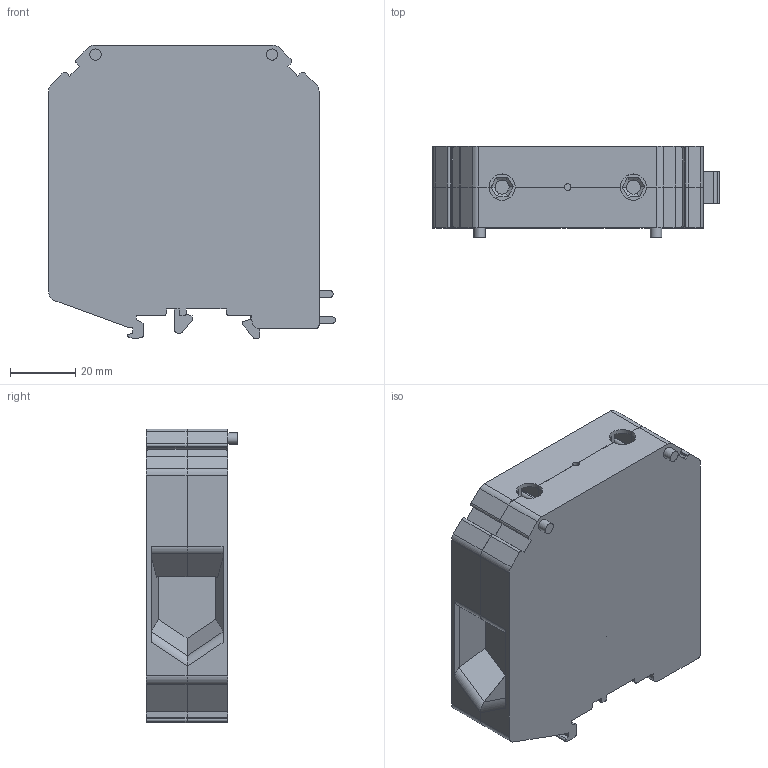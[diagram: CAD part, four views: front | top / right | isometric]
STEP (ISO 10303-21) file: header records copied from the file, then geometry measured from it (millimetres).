
FILE_DESCRIPTION(/* description */ ('Unknown'),/* implementation_level */ '2;1');
FILE_NAME(/* name */ 'KUT95_3D_SOLID',/* time_stamp */ '2024-02-01T13:28:22+06:00',/* author */ ('Unknown'),/* organization */ ('Unknown'),/* preprocessor_version */ 'ST-DEVELOPER v16.7',/* originating_system */ 'Solid Edge',/* authorisation */ 'Unknown');
FILE_SCHEMA (('AUTOMOTIVE_DESIGN {1 0 10303 214 3 1 1}'));
Length unit declared in the file: millimetre
Products named in the file (1): KUT95
Bounding box: 88.05 x 28.05 x 90.2 mm (x, y, z)
Volume: 83492.6 mm3; surface area: 76324.3 mm2
Topology: 1 solids, 8 shells, 1239 faces, 3594 edges, 2360 vertices
Faces by surface type: plane 866, cylinder 311, cone 35, bspline 25, torus 2
Full cylindrical faces by diameter (mm): 2 x1, 3.5 x2, 3.85 x15, 3.95 x8, 5.849 x2, 6 x2, 7.999 x4, 8.199 x2, 12.999 x2
Entity records: 49874 total; most frequent: CARTESIAN_POINT 8670, ORIENTED_EDGE 6974, DIRECTION 6439, EDGE_CURVE 3487, LINE 2687, VECTOR 2687, VERTEX_POINT 2326, AXIS2_PLACEMENT_3D 1876
